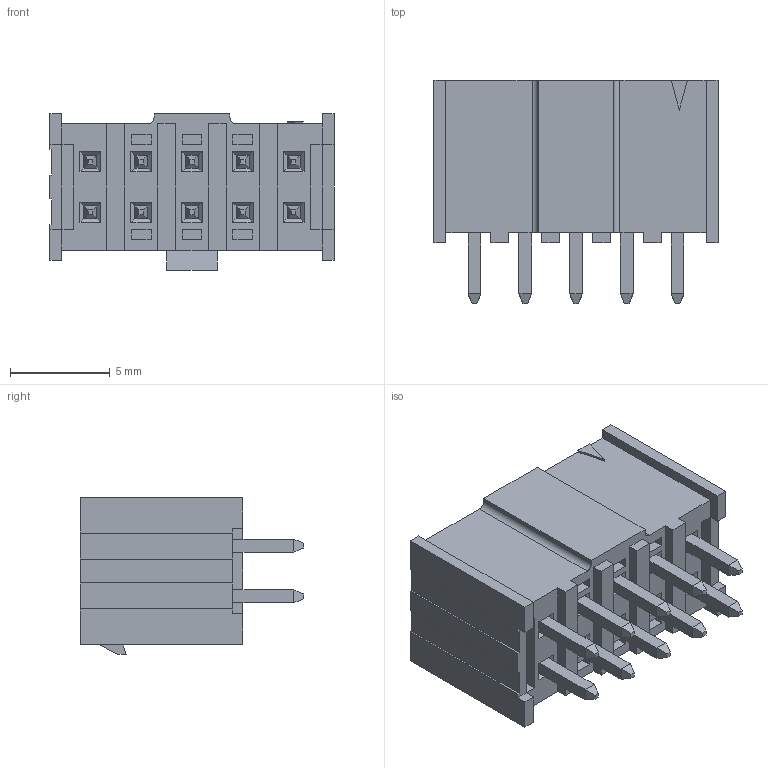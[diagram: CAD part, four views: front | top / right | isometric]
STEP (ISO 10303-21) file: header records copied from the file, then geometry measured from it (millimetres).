
FILE_DESCRIPTION( ('This file contains a STEP AP42 implementation' ,'as created by ZW3D STEP Interface translator.') ,'2;1' );
FILE_NAME( 'WF2549-2WSXXXT1.stp' ,'23 5 5.103447', (''), ('ZWCAD Software Co.'), 'Version 1.0', 'ZW3D to STEP translator', '' );
FILE_SCHEMA(('AUTOMOTIVE_DESIGN { 1 0 10303 214 1 1 1 1 }'));
Length unit declared in the file: millimetre
Products named in the file (2): 0; WF2549-2WSXXXT1
Bounding box: 14.22 x 11.18 x 7.85 mm (x, y, z)
Volume: 389.7 mm3; surface area: 1440.8 mm2
Topology: 1 solids, 1 shells, 372 faces, 908 edges, 574 vertices
Faces by surface type: plane 370, cylinder 2
Entity records: 10993 total; most frequent: CARTESIAN_POINT 1887, ORIENTED_EDGE 1816, DIRECTION 1650, EDGE_CURVE 908, VECTOR 904, LINE 904, VERTEX_POINT 574, EDGE_LOOP 408
